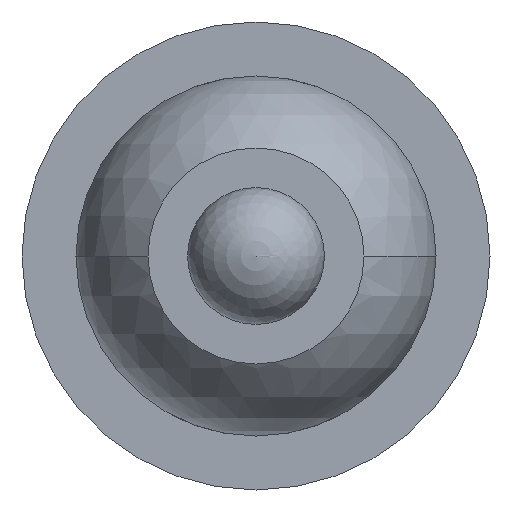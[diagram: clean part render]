
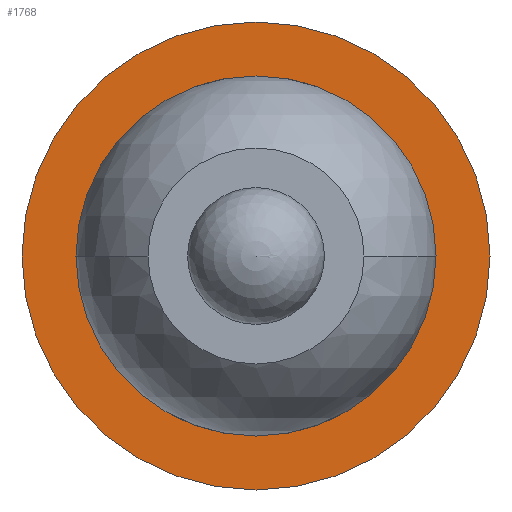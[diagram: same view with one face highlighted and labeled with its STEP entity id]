
A CAD part, front view. The second image highlights one B-rep face of the part: STEP entity #1768.
In plain terms, the highlighted planar face has unit normal (0, -1, 0).
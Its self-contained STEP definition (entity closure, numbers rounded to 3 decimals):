
#11 = EDGE_CURVE ( 'Defeature ausgef�hrt6_13+Defeature ausgef�hrt6_14+Defeature ausgef�hrt6_14+Defeature ausgef�hrt6_14', #2198, #1488, #4240, .T. ) ;
#64 = DIRECTION ( 'NONE',  ( 0., 0., -1. ) ) ;
#395 = DIRECTION ( 'NONE',  ( 0., -1., 0. ) ) ;
#456 = DIRECTION ( 'NONE',  ( 0., 0., -1. ) ) ;
#480 = CARTESIAN_POINT ( 'NONE',  ( 0., 5.2, 0. ) ) ;
#856 = DIRECTION ( 'NONE',  ( 0., -1., 0. ) ) ;
#917 = ORIENTED_EDGE ( 'NONE', *, *, #11, .T. ) ;
#1044 = PLANE ( 'NONE',  #3820 ) ;
#1472 = AXIS2_PLACEMENT_3D ( 'NONE', #1776, #2149, #456 ) ;
#1488 = VERTEX_POINT ( 'NONE', #3046 ) ;
#1540 = VERTEX_POINT ( 'NONE', #3093 ) ;
#1687 = FACE_OUTER_BOUND ( 'NONE', #2357, .T. ) ;
#1709 = ORIENTED_EDGE ( 'NONE', *, *, #3363, .T. ) ;
#1768 = ADVANCED_FACE ( 'Defeature ausgef�hrt6_13', ( #1687, #2983 ), #1044, .T. ) ;
#1776 = CARTESIAN_POINT ( 'NONE',  ( 0., 5.2, 0. ) ) ;
#1801 = DIRECTION ( 'NONE',  ( 0., 0., -1. ) ) ;
#1861 = CARTESIAN_POINT ( 'NONE',  ( 0., 5.2, 0.32 ) ) ;
#1918 = EDGE_LOOP ( 'NONE', ( #2725, #4223 ) ) ;
#1942 = AXIS2_PLACEMENT_3D ( 'NONE', #4028, #395, #64 ) ;
#1972 = DIRECTION ( 'NONE',  ( 0., 0., -1. ) ) ;
#2086 = CARTESIAN_POINT ( 'NONE',  ( 0.32, 5.2, 0. ) ) ;
#2147 = DIRECTION ( 'NONE',  ( 0., -1., 0. ) ) ;
#2149 = DIRECTION ( 'NONE',  ( 0., -1., 0. ) ) ;
#2198 = VERTEX_POINT ( 'NONE', #3328 ) ;
#2289 = EDGE_CURVE ( 'Defeature ausgef�hrt6_0+Defeature ausgef�hrt6_13+Defeature ausgef�hrt6_13+Defeature ausgef�hrt6_13', #1540, #3463, #2930, .T. ) ;
#2357 = EDGE_LOOP ( 'NONE', ( #1709, #917 ) ) ;
#2582 = CIRCLE ( 'NONE', #3753, 0.32 ) ;
#2631 = DIRECTION ( 'NONE',  ( 0., -1., 0. ) ) ;
#2725 = ORIENTED_EDGE ( 'NONE', *, *, #2289, .F. ) ;
#2784 = AXIS2_PLACEMENT_3D ( 'NONE', #3569, #856, #3497 ) ;
#2930 = CIRCLE ( 'NONE', #1942, 0.32 ) ;
#2983 = FACE_BOUND ( 'NONE', #1918, .T. ) ;
#3046 = CARTESIAN_POINT ( 'NONE',  ( 0., 5.2, -0.65 ) ) ;
#3093 = CARTESIAN_POINT ( 'NONE',  ( 0., 5.2, -0.32 ) ) ;
#3328 = CARTESIAN_POINT ( 'NONE',  ( 0., 5.2, 0.65 ) ) ;
#3363 = EDGE_CURVE ( 'Defeature ausgef�hrt6_13+Defeature ausgef�hrt6_14+Defeature ausgef�hrt6_14+Defeature ausgef�hrt6_14', #1488, #2198, #3719, .T. ) ;
#3463 = VERTEX_POINT ( 'NONE', #1861 ) ;
#3497 = DIRECTION ( 'NONE',  ( 0., 0., -1. ) ) ;
#3569 = CARTESIAN_POINT ( 'NONE',  ( 0., 5.2, 0. ) ) ;
#3719 = CIRCLE ( 'NONE', #1472, 0.65 ) ;
#3753 = AXIS2_PLACEMENT_3D ( 'NONE', #480, #2147, #1801 ) ;
#3820 = AXIS2_PLACEMENT_3D ( 'NONE', #2086, #2631, #1972 ) ;
#4028 = CARTESIAN_POINT ( 'NONE',  ( 0., 5.2, 0. ) ) ;
#4125 = EDGE_CURVE ( 'Defeature ausgef�hrt6_0+Defeature ausgef�hrt6_13+Defeature ausgef�hrt6_13+Defeature ausgef�hrt6_13', #3463, #1540, #2582, .T. ) ;
#4223 = ORIENTED_EDGE ( 'NONE', *, *, #4125, .F. ) ;
#4240 = CIRCLE ( 'NONE', #2784, 0.65 ) ;
